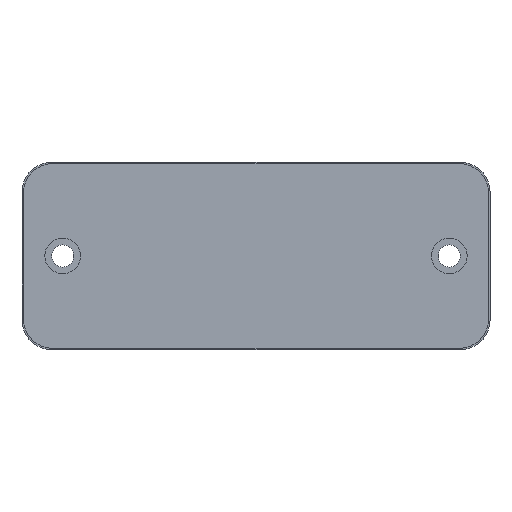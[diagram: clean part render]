
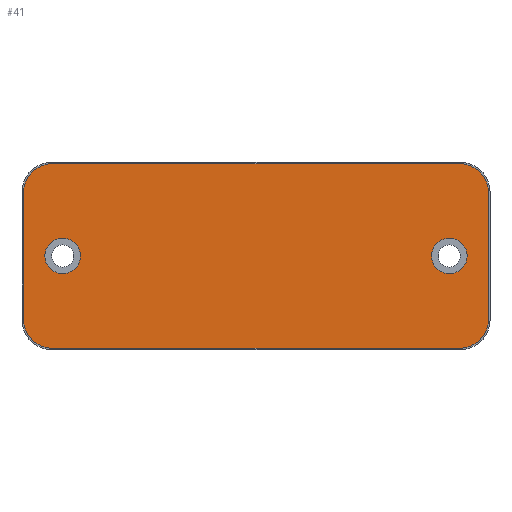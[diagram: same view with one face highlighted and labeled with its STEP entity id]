
A CAD part, top view. The second image highlights one B-rep face of the part: STEP entity #41.
In plain terms, the highlighted planar face has unit normal (0, 0, 1).
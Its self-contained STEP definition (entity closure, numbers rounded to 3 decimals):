
#1 = ORIENTED_EDGE ( 'NONE', *, *, #404, .T. ) ;
#28 = AXIS2_PLACEMENT_3D ( 'NONE', #680, #824, #675 ) ;
#32 = VERTEX_POINT ( 'NONE', #907 ) ;
#41 = ADVANCED_FACE ( 'NONE', ( #500, #880, #665 ), #129, .T. ) ;
#44 = CARTESIAN_POINT ( 'NONE',  ( 42.85, 0., 6.8 ) ) ;
#51 = CARTESIAN_POINT ( 'NONE',  ( 0., 0., 6.8 ) ) ;
#52 = VERTEX_POINT ( 'NONE', #425 ) ;
#59 = CIRCLE ( 'NONE', #165, 3.6 ) ;
#60 = DIRECTION ( 'NONE',  ( 1., 0., 0. ) ) ;
#61 = DIRECTION ( 'NONE',  ( 1., 0., 0. ) ) ;
#69 = AXIS2_PLACEMENT_3D ( 'NONE', #119, #197, #697 ) ;
#79 = LINE ( 'NONE', #840, #817 ) ;
#81 = ORIENTED_EDGE ( 'NONE', *, *, #395, .T. ) ;
#97 = EDGE_LOOP ( 'NONE', ( #466, #283 ) ) ;
#119 = CARTESIAN_POINT ( 'NONE',  ( -39.25, 0., 6.8 ) ) ;
#129 = PLANE ( 'NONE',  #488 ) ;
#132 = DIRECTION ( 'NONE',  ( 1., 0., 0. ) ) ;
#135 = VERTEX_POINT ( 'NONE', #44 ) ;
#137 = DIRECTION ( 'NONE',  ( 1., 0., 0. ) ) ;
#138 = CARTESIAN_POINT ( 'NONE',  ( -47.25, 12.75, 6.8 ) ) ;
#140 = ORIENTED_EDGE ( 'NONE', *, *, #538, .F. ) ;
#147 = DIRECTION ( 'NONE',  ( 1., 0., 0. ) ) ;
#156 = VERTEX_POINT ( 'NONE', #783 ) ;
#158 = EDGE_CURVE ( 'NONE', #507, #156, #573, .T. ) ;
#159 = EDGE_CURVE ( 'NONE', #886, #894, #590, .T. ) ;
#165 = AXIS2_PLACEMENT_3D ( 'NONE', #270, #626, #132 ) ;
#197 = DIRECTION ( 'NONE',  ( 0., 0., 1. ) ) ;
#208 = CARTESIAN_POINT ( 'NONE',  ( -41.25, 18.75, 6.8 ) ) ;
#218 = DIRECTION ( 'NONE',  ( 0., 0., 1. ) ) ;
#222 = LINE ( 'NONE', #792, #574 ) ;
#228 = CARTESIAN_POINT ( 'NONE',  ( 41.25, -12.75, 6.8 ) ) ;
#234 = CARTESIAN_POINT ( 'NONE',  ( -39.25, 0., 6.8 ) ) ;
#244 = AXIS2_PLACEMENT_3D ( 'NONE', #492, #218, #137 ) ;
#257 = EDGE_CURVE ( 'NONE', #416, #507, #327, .T. ) ;
#266 = CARTESIAN_POINT ( 'NONE',  ( -47.25, -12.75, 6.8 ) ) ;
#270 = CARTESIAN_POINT ( 'NONE',  ( 39.25, 0., 6.8 ) ) ;
#283 = ORIENTED_EDGE ( 'NONE', *, *, #496, .F. ) ;
#327 = LINE ( 'NONE', #901, #678 ) ;
#332 = VERTEX_POINT ( 'NONE', #690 ) ;
#340 = DIRECTION ( 'NONE',  ( 0., 0., 1. ) ) ;
#358 = EDGE_CURVE ( 'NONE', #332, #416, #641, .T. ) ;
#362 = CARTESIAN_POINT ( 'NONE',  ( 41.25, 12.75, 6.8 ) ) ;
#369 = ORIENTED_EDGE ( 'NONE', *, *, #373, .T. ) ;
#373 = EDGE_CURVE ( 'NONE', #894, #589, #222, .T. ) ;
#379 = CARTESIAN_POINT ( 'NONE',  ( -35.65, 0., 6.8 ) ) ;
#381 = ORIENTED_EDGE ( 'NONE', *, *, #158, .T. ) ;
#383 = CIRCLE ( 'NONE', #244, 6. ) ;
#389 = EDGE_LOOP ( 'NONE', ( #696, #381, #504, #922, #369, #81, #1, #595 ) ) ;
#395 = EDGE_CURVE ( 'NONE', #589, #52, #383, .T. ) ;
#404 = EDGE_CURVE ( 'NONE', #52, #332, #735, .T. ) ;
#416 = VERTEX_POINT ( 'NONE', #851 ) ;
#420 = DIRECTION ( 'NONE',  ( 0., 0., 1. ) ) ;
#425 = CARTESIAN_POINT ( 'NONE',  ( -41.25, -18.75, 6.8 ) ) ;
#433 = DIRECTION ( 'NONE',  ( 1., 0., 0. ) ) ;
#441 = CARTESIAN_POINT ( 'NONE',  ( -47.25, -18.75, 6.8 ) ) ;
#466 = ORIENTED_EDGE ( 'NONE', *, *, #847, .F. ) ;
#485 = DIRECTION ( 'NONE',  ( -1., 0., 0. ) ) ;
#488 = AXIS2_PLACEMENT_3D ( 'NONE', #51, #420, #60 ) ;
#492 = CARTESIAN_POINT ( 'NONE',  ( -41.25, -12.75, 6.8 ) ) ;
#496 = EDGE_CURVE ( 'NONE', #819, #135, #729, .T. ) ;
#500 = FACE_BOUND ( 'NONE', #802, .T. ) ;
#504 = ORIENTED_EDGE ( 'NONE', *, *, #797, .T. ) ;
#507 = VERTEX_POINT ( 'NONE', #713 ) ;
#530 = AXIS2_PLACEMENT_3D ( 'NONE', #362, #855, #433 ) ;
#532 = VERTEX_POINT ( 'NONE', #379 ) ;
#538 = EDGE_CURVE ( 'NONE', #532, #32, #747, .T. ) ;
#549 = VECTOR ( 'NONE', #61, 1000. ) ;
#551 = CIRCLE ( 'NONE', #69, 3.6 ) ;
#570 = CARTESIAN_POINT ( 'NONE',  ( 35.65, 0., 6.8 ) ) ;
#572 = CARTESIAN_POINT ( 'NONE',  ( 39.25, 0., 6.8 ) ) ;
#573 = CIRCLE ( 'NONE', #530, 6. ) ;
#574 = VECTOR ( 'NONE', #932, 1000. ) ;
#579 = DIRECTION ( 'NONE',  ( 1., 0., 0. ) ) ;
#589 = VERTEX_POINT ( 'NONE', #266 ) ;
#590 = CIRCLE ( 'NONE', #28, 6. ) ;
#595 = ORIENTED_EDGE ( 'NONE', *, *, #358, .T. ) ;
#605 = AXIS2_PLACEMENT_3D ( 'NONE', #228, #861, #147 ) ;
#620 = DIRECTION ( 'NONE',  ( 1., 0., 0. ) ) ;
#622 = AXIS2_PLACEMENT_3D ( 'NONE', #572, #340, #620 ) ;
#626 = DIRECTION ( 'NONE',  ( 0., 0., 1. ) ) ;
#641 = CIRCLE ( 'NONE', #605, 6. ) ;
#651 = DIRECTION ( 'NONE',  ( 0., 0., 1. ) ) ;
#665 = FACE_OUTER_BOUND ( 'NONE', #389, .T. ) ;
#675 = DIRECTION ( 'NONE',  ( 1., 0., 0. ) ) ;
#678 = VECTOR ( 'NONE', #830, 1000. ) ;
#680 = CARTESIAN_POINT ( 'NONE',  ( -41.25, 12.75, 6.8 ) ) ;
#690 = CARTESIAN_POINT ( 'NONE',  ( 41.25, -18.75, 6.8 ) ) ;
#696 = ORIENTED_EDGE ( 'NONE', *, *, #257, .T. ) ;
#697 = DIRECTION ( 'NONE',  ( 1., 0., 0. ) ) ;
#713 = CARTESIAN_POINT ( 'NONE',  ( 47.25, 12.75, 6.8 ) ) ;
#729 = CIRCLE ( 'NONE', #622, 3.6 ) ;
#733 = EDGE_CURVE ( 'NONE', #32, #532, #551, .T. ) ;
#735 = LINE ( 'NONE', #441, #549 ) ;
#747 = CIRCLE ( 'NONE', #865, 3.6 ) ;
#783 = CARTESIAN_POINT ( 'NONE',  ( 41.25, 18.75, 6.8 ) ) ;
#792 = CARTESIAN_POINT ( 'NONE',  ( -47.25, 18.75, 6.8 ) ) ;
#797 = EDGE_CURVE ( 'NONE', #156, #886, #79, .T. ) ;
#802 = EDGE_LOOP ( 'NONE', ( #140, #870 ) ) ;
#817 = VECTOR ( 'NONE', #485, 1000. ) ;
#819 = VERTEX_POINT ( 'NONE', #570 ) ;
#824 = DIRECTION ( 'NONE',  ( 0., 0., 1. ) ) ;
#830 = DIRECTION ( 'NONE',  ( 0., 1., 0. ) ) ;
#840 = CARTESIAN_POINT ( 'NONE',  ( -47.25, 18.75, 6.8 ) ) ;
#847 = EDGE_CURVE ( 'NONE', #135, #819, #59, .T. ) ;
#851 = CARTESIAN_POINT ( 'NONE',  ( 47.25, -12.75, 6.8 ) ) ;
#855 = DIRECTION ( 'NONE',  ( 0., 0., 1. ) ) ;
#861 = DIRECTION ( 'NONE',  ( 0., 0., 1. ) ) ;
#865 = AXIS2_PLACEMENT_3D ( 'NONE', #234, #651, #579 ) ;
#870 = ORIENTED_EDGE ( 'NONE', *, *, #733, .F. ) ;
#880 = FACE_BOUND ( 'NONE', #97, .T. ) ;
#886 = VERTEX_POINT ( 'NONE', #208 ) ;
#894 = VERTEX_POINT ( 'NONE', #138 ) ;
#901 = CARTESIAN_POINT ( 'NONE',  ( 47.25, 18.75, 6.8 ) ) ;
#907 = CARTESIAN_POINT ( 'NONE',  ( -42.85, 0., 6.8 ) ) ;
#922 = ORIENTED_EDGE ( 'NONE', *, *, #159, .T. ) ;
#932 = DIRECTION ( 'NONE',  ( 0., -1., 0. ) ) ;
